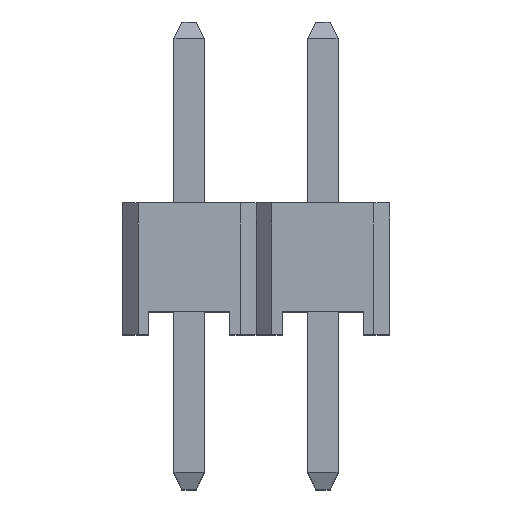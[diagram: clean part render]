
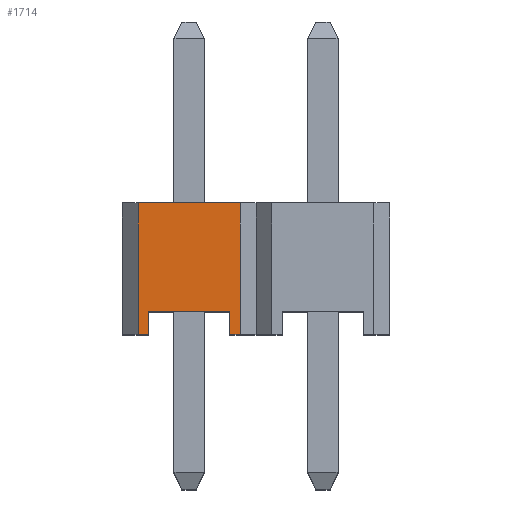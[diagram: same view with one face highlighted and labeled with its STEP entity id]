
A CAD part, top view. The second image highlights one B-rep face of the part: STEP entity #1714.
In plain terms, the highlighted planar face has unit normal (0, 0, 1).
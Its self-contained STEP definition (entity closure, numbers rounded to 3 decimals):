
#124 = LINE ( 'NONE', #5357, #2104 ) ;
#396 = DIRECTION ( 'NONE',  ( 0., 0., -1. ) ) ;
#435 = ORIENTED_EDGE ( 'NONE', *, *, #5960, .T. ) ;
#440 = DIRECTION ( 'NONE',  ( 1., 0., 0. ) ) ;
#490 = LINE ( 'NONE', #7516, #9340 ) ;
#502 = EDGE_CURVE ( 'NONE', #1215, #1345, #637, .T. ) ;
#637 = LINE ( 'NONE', #5562, #10033 ) ;
#681 = DIRECTION ( 'NONE',  ( 1., 0., 0. ) ) ;
#1215 = VERTEX_POINT ( 'NONE', #10060 ) ;
#1261 = VERTEX_POINT ( 'NONE', #4033 ) ;
#1306 = CARTESIAN_POINT ( 'NONE',  ( 2.04, 0.44, 7.62 ) ) ;
#1345 = VERTEX_POINT ( 'NONE', #10668 ) ;
#1415 = VERTEX_POINT ( 'NONE', #4613 ) ;
#1486 = LINE ( 'NONE', #3838, #10356 ) ;
#1714 = ADVANCED_FACE ( 'NONE', ( #5110 ), #2909, .F. ) ;
#1733 = CARTESIAN_POINT ( 'NONE',  ( 2.24, 2.5, 7.62 ) ) ;
#1796 = VECTOR ( 'NONE', #5017, 1000. ) ;
#2104 = VECTOR ( 'NONE', #8028, 1000. ) ;
#2303 = EDGE_CURVE ( 'NONE', #4726, #1261, #6553, .T. ) ;
#2392 = VECTOR ( 'NONE', #6814, 1000. ) ;
#2512 = ORIENTED_EDGE ( 'NONE', *, *, #4365, .F. ) ;
#2565 = CARTESIAN_POINT ( 'NONE',  ( 2.24, 2.5, 7.62 ) ) ;
#2735 = VERTEX_POINT ( 'NONE', #8884 ) ;
#2808 = VERTEX_POINT ( 'NONE', #5680 ) ;
#2909 = PLANE ( 'NONE',  #7427 ) ;
#3228 = DIRECTION ( 'NONE',  ( 0., -1., 0. ) ) ;
#3296 = CARTESIAN_POINT ( 'NONE',  ( 0.3, 2.5, 7.62 ) ) ;
#3554 = EDGE_CURVE ( 'NONE', #6402, #1215, #490, .T. ) ;
#3762 = DIRECTION ( 'NONE',  ( -1., 0., 0. ) ) ;
#3838 = CARTESIAN_POINT ( 'NONE',  ( 0.5, 0.44, 7.62 ) ) ;
#4033 = CARTESIAN_POINT ( 'NONE',  ( 2.24, 0., 7.62 ) ) ;
#4365 = EDGE_CURVE ( 'NONE', #2735, #1345, #1486, .T. ) ;
#4613 = CARTESIAN_POINT ( 'NONE',  ( 2.04, 0., 7.62 ) ) ;
#4646 = EDGE_CURVE ( 'NONE', #6402, #4726, #5945, .T. ) ;
#4726 = VERTEX_POINT ( 'NONE', #1733 ) ;
#5017 = DIRECTION ( 'NONE',  ( -1., 0., 0. ) ) ;
#5110 = FACE_OUTER_BOUND ( 'NONE', #6755, .T. ) ;
#5238 = EDGE_CURVE ( 'NONE', #2808, #1415, #8194, .T. ) ;
#5357 = CARTESIAN_POINT ( 'NONE',  ( 0.3, 0., 7.62 ) ) ;
#5562 = CARTESIAN_POINT ( 'NONE',  ( 0.3, 0., 7.62 ) ) ;
#5680 = CARTESIAN_POINT ( 'NONE',  ( 2.04, 0.44, 7.62 ) ) ;
#5945 = LINE ( 'NONE', #3296, #10230 ) ;
#5960 = EDGE_CURVE ( 'NONE', #1415, #1261, #124, .T. ) ;
#6402 = VERTEX_POINT ( 'NONE', #10645 ) ;
#6509 = ORIENTED_EDGE ( 'NONE', *, *, #3554, .T. ) ;
#6553 = LINE ( 'NONE', #2565, #2392 ) ;
#6706 = VECTOR ( 'NONE', #9853, 1000. ) ;
#6755 = EDGE_LOOP ( 'NONE', ( #7213, #7550, #435, #8258, #9891, #6509, #10782, #2512 ) ) ;
#6814 = DIRECTION ( 'NONE',  ( 0., -1., 0. ) ) ;
#7151 = DIRECTION ( 'NONE',  ( 0., -1., 0. ) ) ;
#7213 = ORIENTED_EDGE ( 'NONE', *, *, #10053, .F. ) ;
#7427 = AXIS2_PLACEMENT_3D ( 'NONE', #8940, #396, #3762 ) ;
#7516 = CARTESIAN_POINT ( 'NONE',  ( 0.3, 2.5, 7.62 ) ) ;
#7550 = ORIENTED_EDGE ( 'NONE', *, *, #5238, .T. ) ;
#7845 = LINE ( 'NONE', #9161, #1796 ) ;
#8028 = DIRECTION ( 'NONE',  ( 1., 0., 0. ) ) ;
#8194 = LINE ( 'NONE', #1306, #6706 ) ;
#8258 = ORIENTED_EDGE ( 'NONE', *, *, #2303, .F. ) ;
#8884 = CARTESIAN_POINT ( 'NONE',  ( 0.5, 0.44, 7.62 ) ) ;
#8940 = CARTESIAN_POINT ( 'NONE',  ( 0.3, 2.5, 7.62 ) ) ;
#9161 = CARTESIAN_POINT ( 'NONE',  ( 0.5, 0.44, 7.62 ) ) ;
#9340 = VECTOR ( 'NONE', #3228, 1000. ) ;
#9853 = DIRECTION ( 'NONE',  ( 0., -1., 0. ) ) ;
#9891 = ORIENTED_EDGE ( 'NONE', *, *, #4646, .F. ) ;
#10033 = VECTOR ( 'NONE', #440, 1000. ) ;
#10053 = EDGE_CURVE ( 'NONE', #2808, #2735, #7845, .T. ) ;
#10060 = CARTESIAN_POINT ( 'NONE',  ( 0.3, 0., 7.62 ) ) ;
#10230 = VECTOR ( 'NONE', #681, 1000. ) ;
#10356 = VECTOR ( 'NONE', #7151, 1000. ) ;
#10645 = CARTESIAN_POINT ( 'NONE',  ( 0.3, 2.5, 7.62 ) ) ;
#10668 = CARTESIAN_POINT ( 'NONE',  ( 0.5, 0., 7.62 ) ) ;
#10782 = ORIENTED_EDGE ( 'NONE', *, *, #502, .T. ) ;
